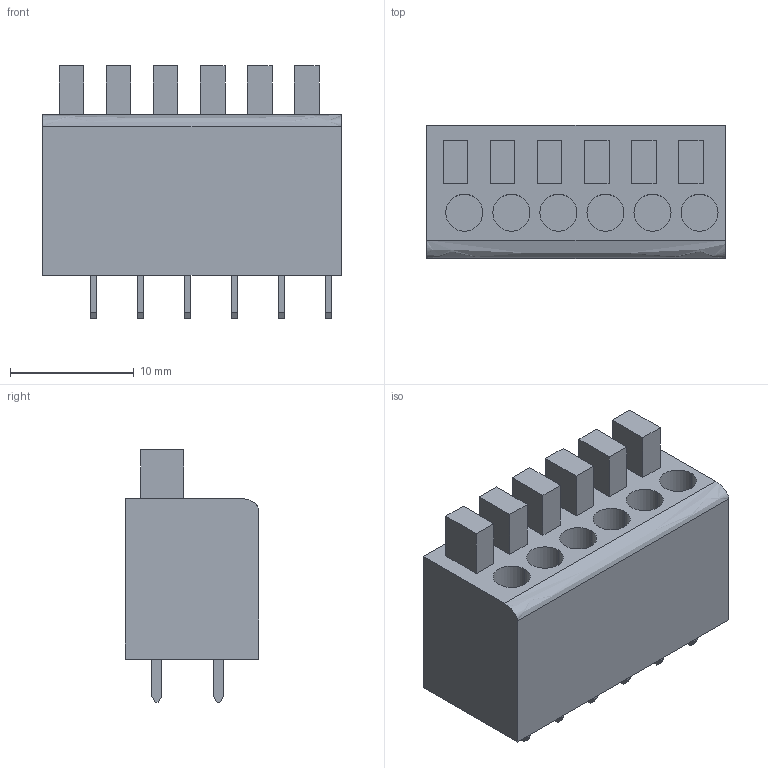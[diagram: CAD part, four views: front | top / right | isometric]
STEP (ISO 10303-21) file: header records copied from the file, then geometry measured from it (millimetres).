
FILE_DESCRIPTION (( 'STEP AP214' ), '1' );
FILE_NAME ('DG236-3.81-06P.STEP', '2022-01-14T11:13:06', ( '' ), ( '' ), 'SwSTEP 2.0', 'SolidWorks 2019', '' );
FILE_SCHEMA (( 'AUTOMOTIVE_DESIGN' ));
Length unit declared in the file: millimetre
Products named in the file (1): DG236-3.81-06P
Bounding box: 24.21 x 10.8 x 20.45 mm (x, y, z)
Volume: 3405.7 mm3; surface area: 2007.3 mm2
Topology: 1 solids, 1 shells, 139 faces, 339 edges, 226 vertices
Faces by surface type: plane 126, cylinder 12, bspline 1
Entity records: 5035 total; most frequent: CARTESIAN_POINT 777, ORIENTED_EDGE 678, DIRECTION 637, EDGE_CURVE 339, VECTOR 311, LINE 311, VERTEX_POINT 226, AXIS2_PLACEMENT_3D 163
